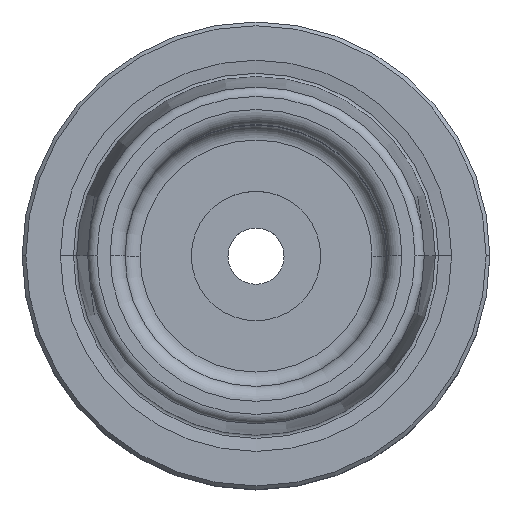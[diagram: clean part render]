
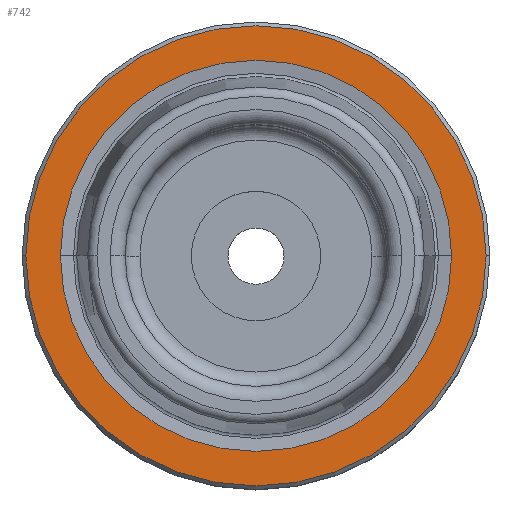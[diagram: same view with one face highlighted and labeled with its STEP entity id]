
A CAD part, top view. The second image highlights one B-rep face of the part: STEP entity #742.
In plain terms, the highlighted planar face has unit normal (0, 0, 1).
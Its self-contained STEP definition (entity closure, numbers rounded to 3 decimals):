
#680=CARTESIAN_POINT('',(-10.455,0.,0.));
#681=VERTEX_POINT('',#680);
#688=CARTESIAN_POINT('',(10.455,-0.,0.));
#689=VERTEX_POINT('',#688);
#690=CARTESIAN_POINT('',(0.,0.,0.));
#691=DIRECTION('',(0.,0.,1.));
#692=DIRECTION('',(1.,0.,0.));
#693=AXIS2_PLACEMENT_3D('',#690,#691,#692);
#694=CIRCLE('',#693,10.455);
#695=EDGE_CURVE('',#681,#689,#694,.T.);
#707=CARTESIAN_POINT('',(10.455,0.,0.));
#708=DIRECTION('',(0.,0.,1.));
#709=DIRECTION('',(1.,0.,0.));
#710=AXIS2_PLACEMENT_3D('',#707,#708,#709);
#711=PLANE('',#710);
#712=CARTESIAN_POINT('',(12.3,-0.,0.));
#713=VERTEX_POINT('',#712);
#714=CARTESIAN_POINT('',(-12.3,0.,0.));
#715=VERTEX_POINT('',#714);
#716=CARTESIAN_POINT('',(0.,0.,0.));
#717=DIRECTION('',(0.,0.,1.));
#718=DIRECTION('',(1.,0.,0.));
#719=AXIS2_PLACEMENT_3D('',#716,#717,#718);
#720=CIRCLE('',#719,12.3);
#721=EDGE_CURVE('',#713,#715,#720,.T.);
#722=ORIENTED_EDGE('',*,*,#721,.T.);
#723=CARTESIAN_POINT('',(0.,0.,0.));
#724=DIRECTION('',(0.,0.,1.));
#725=DIRECTION('',(1.,0.,0.));
#726=AXIS2_PLACEMENT_3D('',#723,#724,#725);
#727=CIRCLE('',#726,12.3);
#728=EDGE_CURVE('',#715,#713,#727,.T.);
#729=ORIENTED_EDGE('',*,*,#728,.T.);
#730=EDGE_LOOP('',(#722,#729));
#731=FACE_BOUND('',#730,.T.);
#732=ORIENTED_EDGE('',*,*,#695,.F.);
#733=CARTESIAN_POINT('',(0.,0.,0.));
#734=DIRECTION('',(0.,0.,1.));
#735=DIRECTION('',(1.,0.,0.));
#736=AXIS2_PLACEMENT_3D('',#733,#734,#735);
#737=CIRCLE('',#736,10.455);
#738=EDGE_CURVE('',#689,#681,#737,.T.);
#739=ORIENTED_EDGE('',*,*,#738,.F.);
#740=EDGE_LOOP('',(#732,#739));
#741=FACE_BOUND('',#740,.T.);
#742=ADVANCED_FACE('',(#731,#741),#711,.T.);
